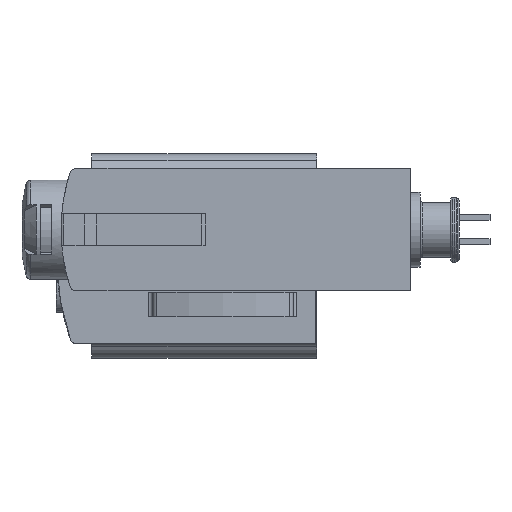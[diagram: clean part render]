
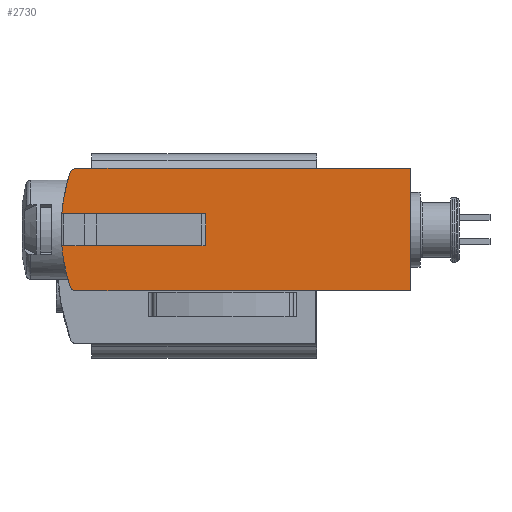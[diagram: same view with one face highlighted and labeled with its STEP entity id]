
A CAD part, left-side view. The second image highlights one B-rep face of the part: STEP entity #2730.
In plain terms, the highlighted planar face has unit normal (-1, 0, 0).
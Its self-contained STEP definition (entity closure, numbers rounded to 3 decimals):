
#35=PLANE('',#2959);
#205=LINE('',#4406,#443);
#214=LINE('',#4424,#452);
#215=LINE('',#4427,#453);
#216=LINE('',#4430,#454);
#217=LINE('',#4432,#455);
#218=LINE('',#4434,#456);
#443=VECTOR('',#3394,1000.);
#452=VECTOR('',#3405,1000.);
#453=VECTOR('',#3406,1000.);
#454=VECTOR('',#3409,1000.);
#455=VECTOR('',#3410,1000.);
#456=VECTOR('',#3413,1000.);
#646=CIRCLE('',#2932,15.);
#649=CIRCLE('',#2935,15.);
#661=CIRCLE('',#2960,0.5);
#662=CIRCLE('',#2961,0.5);
#900=ORIENTED_EDGE('',*,*,#1679,.T.);
#901=ORIENTED_EDGE('',*,*,#1680,.T.);
#902=ORIENTED_EDGE('',*,*,#1605,.F.);
#903=ORIENTED_EDGE('',*,*,#1681,.F.);
#904=ORIENTED_EDGE('',*,*,#1682,.T.);
#905=ORIENTED_EDGE('',*,*,#1683,.T.);
#906=ORIENTED_EDGE('',*,*,#1670,.F.);
#907=ORIENTED_EDGE('',*,*,#1684,.F.);
#908=ORIENTED_EDGE('',*,*,#1608,.F.);
#909=ORIENTED_EDGE('',*,*,#1685,.F.);
#1605=EDGE_CURVE('',#1998,#1999,#646,.T.);
#1608=EDGE_CURVE('',#2001,#2002,#649,.T.);
#1670=EDGE_CURVE('',#2054,#2055,#205,.T.);
#1679=EDGE_CURVE('',#2063,#2064,#214,.T.);
#1680=EDGE_CURVE('',#2064,#1999,#215,.T.);
#1681=EDGE_CURVE('',#2065,#1998,#661,.T.);
#1682=EDGE_CURVE('',#2065,#2066,#216,.T.);
#1683=EDGE_CURVE('',#2066,#2055,#217,.T.);
#1684=EDGE_CURVE('',#2002,#2054,#662,.T.);
#1685=EDGE_CURVE('',#2063,#2001,#218,.T.);
#1998=VERTEX_POINT('',#4268);
#1999=VERTEX_POINT('',#4269);
#2001=VERTEX_POINT('',#4273);
#2002=VERTEX_POINT('',#4275);
#2054=VERTEX_POINT('',#4405);
#2055=VERTEX_POINT('',#4407);
#2063=VERTEX_POINT('',#4425);
#2064=VERTEX_POINT('',#4426);
#2065=VERTEX_POINT('',#4429);
#2066=VERTEX_POINT('',#4431);
#2253=EDGE_LOOP('',(#900,#901,#902,#903,#904,#905,#906,#907,#908,#909));
#2470=FACE_BOUND('',#2253,.T.);
#2730=ADVANCED_FACE('',(#2470),#35,.F.);
#2932=AXIS2_PLACEMENT_3D('',#4267,#3293,#3294);
#2935=AXIS2_PLACEMENT_3D('',#4274,#3299,#3300);
#2959=AXIS2_PLACEMENT_3D('',#4423,#3403,#3404);
#2960=AXIS2_PLACEMENT_3D('',#4428,#3407,#3408);
#2961=AXIS2_PLACEMENT_3D('',#4433,#3411,#3412);
#3293=DIRECTION('',(1.,0.,0.));
#3294=DIRECTION('',(0.,0.,-1.));
#3299=DIRECTION('',(1.,0.,0.));
#3300=DIRECTION('',(0.,0.,-1.));
#3394=DIRECTION('',(0.,-1.,0.));
#3403=DIRECTION('',(1.,0.,0.));
#3404=DIRECTION('',(0.,0.,-1.));
#3405=DIRECTION('',(0.,0.,-1.));
#3406=DIRECTION('',(0.,1.,0.));
#3407=DIRECTION('',(1.,0.,0.));
#3408=DIRECTION('',(0.,0.,-1.));
#3409=DIRECTION('',(0.,-1.,0.));
#3410=DIRECTION('',(0.,0.,1.));
#3411=DIRECTION('',(1.,0.,0.));
#3412=DIRECTION('',(0.,0.,-1.));
#3413=DIRECTION('',(0.,1.,0.));
#4267=CARTESIAN_POINT('',(-102.4,5.85,0.));
#4268=CARTESIAN_POINT('',(-102.4,20.109,-4.655));
#4269=CARTESIAN_POINT('',(-102.4,20.794,-1.3));
#4273=CARTESIAN_POINT('',(-102.4,20.794,1.3));
#4274=CARTESIAN_POINT('',(-102.4,5.85,0.));
#4275=CARTESIAN_POINT('',(-102.4,20.109,4.655));
#4405=CARTESIAN_POINT('',(-102.4,19.634,5.));
#4406=CARTESIAN_POINT('',(-102.4,23.,5.));
#4407=CARTESIAN_POINT('',(-102.4,-7.65,5.));
#4423=CARTESIAN_POINT('',(-102.4,23.,-5.));
#4424=CARTESIAN_POINT('',(-102.4,9.05,1.3));
#4425=CARTESIAN_POINT('',(-102.4,9.05,1.3));
#4426=CARTESIAN_POINT('',(-102.4,9.05,-1.3));
#4427=CARTESIAN_POINT('',(-102.4,9.05,-1.3));
#4428=CARTESIAN_POINT('',(-102.4,19.634,-4.5));
#4429=CARTESIAN_POINT('',(-102.4,19.634,-5.));
#4430=CARTESIAN_POINT('',(-102.4,23.,-5.));
#4431=CARTESIAN_POINT('',(-102.4,-7.65,-5.));
#4432=CARTESIAN_POINT('',(-102.4,-7.65,-47.17));
#4433=CARTESIAN_POINT('',(-102.4,19.634,4.5));
#4434=CARTESIAN_POINT('',(-102.4,9.05,1.3));
